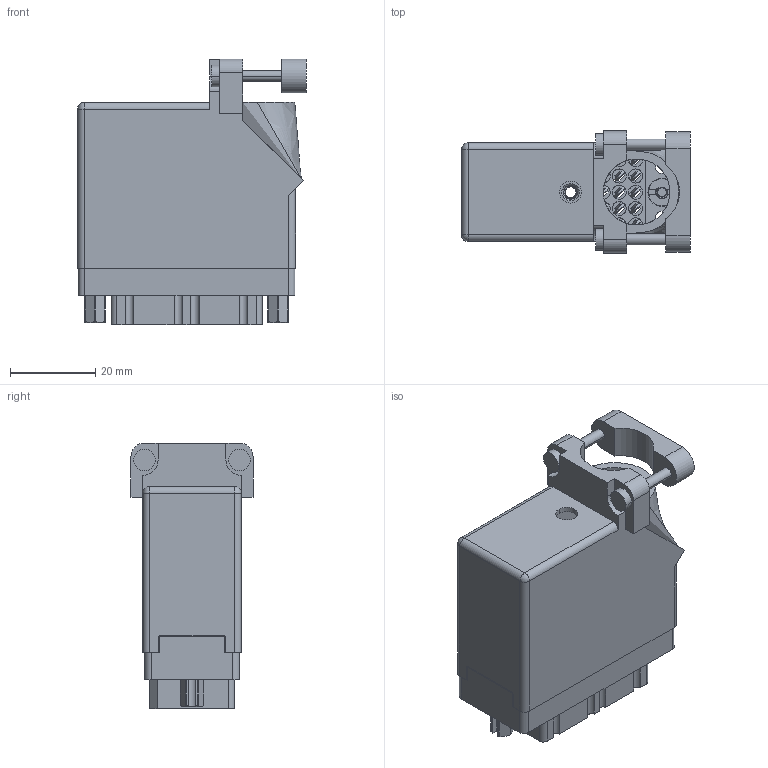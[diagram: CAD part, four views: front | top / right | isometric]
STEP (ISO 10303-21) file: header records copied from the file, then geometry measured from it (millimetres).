
FILE_DESCRIPTION (( 'STEP AP203' ), '1' );
FILE_NAME ('519-036-542-432.STEP', '2020-09-09T22:58:35', ( '' ), ( '' ), 'SwSTEP 2.0', 'SolidWorks 2020', '' );
FILE_SCHEMA (( 'CONFIG_CONTROL_DESIGN' ));
Length unit declared in the file: inch
Products named in the file (8): 519-036-542-432; 516-230-001_Plastic - 038 Top Entry - Large Clamp; 516-252-035-100_516-252-035-100; 516-221-038-102_039; 516-292-001_542 Contact; 516-252-021-102_038; 519 Receptacle Insulator_036; 516-221-038-102_038
Assembly tree (43 placements, depth 2):
  519-036-542-432
    519 Receptacle Insulator_036
    516-292-001_542 Contact  x36
    516-252-035-100_516-252-035-100
    516-252-021-102_038  x2
    516-221-038-102_038
    516-221-038-102_039
    516-230-001_Plastic - 038 Top Entry - Large Clamp
Bounding box: 53.62 x 28.57 x 62.26 mm (x, y, z)
Volume: 24624.5 mm3; surface area: 37847.5 mm2
Topology: 43 solids, 43 shells, 3740 faces, 10781 edges, 7146 vertices
Faces by surface type: plane 2226, cylinder 1215, bspline 253, cone 44, sphere 2
Entity records: 47625 total; most frequent: CARTESIAN_POINT 14270, ORIENTED_EDGE 6810, DIRECTION 6394, EDGE_CURVE 3405, VECTOR 2308, LINE 2308, VERTEX_POINT 2256, AXIS2_PLACEMENT_3D 2043
